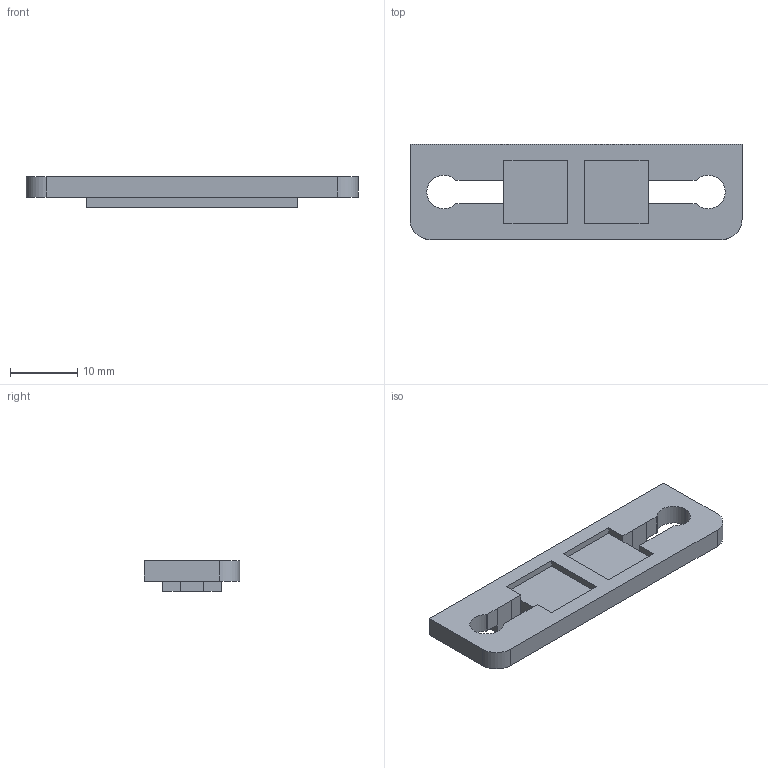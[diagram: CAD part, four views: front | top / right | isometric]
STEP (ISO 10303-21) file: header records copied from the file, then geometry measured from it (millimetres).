
FILE_DESCRIPTION(('FreeCAD Model'),'2;1');
FILE_NAME('Open CASCADE Shape Model','2021-10-17T11:58:29',('Author'),( ''),'Open CASCADE STEP processor 7.5','FreeCAD','Unknown');
FILE_SCHEMA(('AUTOMOTIVE_DESIGN { 1 0 10303 214 1 1 1 1 }'));
Length unit declared in the file: millimetre
Products named in the file (1): Body
Bounding box: 49.5 x 14.2 x 4.5 mm (x, y, z)
Volume: 2018.6 mm3; surface area: 1991.2 mm2
Topology: 1 solids, 1 shells, 48 faces, 133 edges, 86 vertices
Faces by surface type: plane 43, cylinder 5
Entity records: 3292 total; most frequent: CARTESIAN_POINT 594, DIRECTION 497, LINE 379, VECTOR 379, ORIENTED_EDGE 266, PCURVE 266, DEFINITIONAL_REPRESENTATION 266, EDGE_CURVE 133
